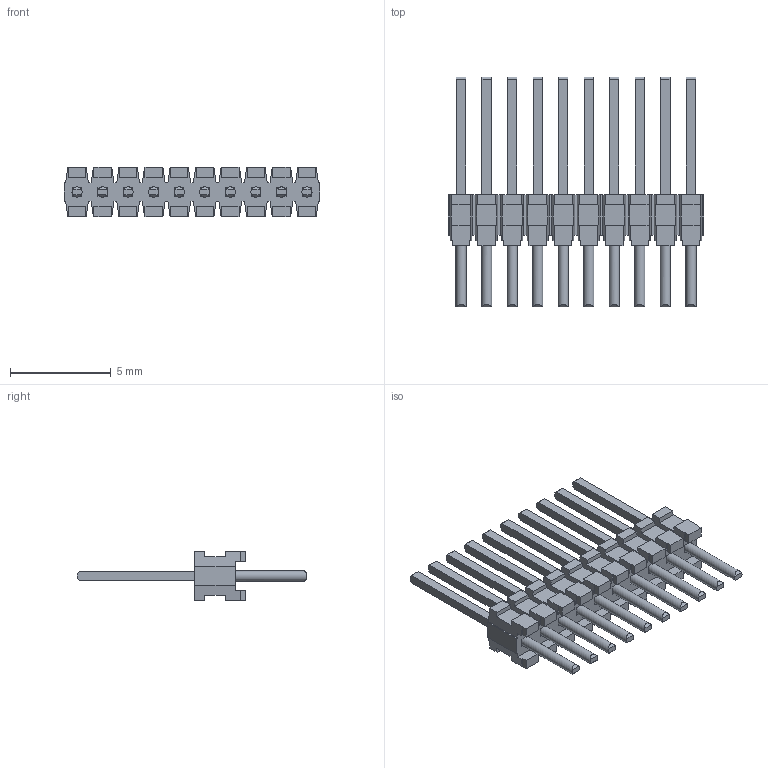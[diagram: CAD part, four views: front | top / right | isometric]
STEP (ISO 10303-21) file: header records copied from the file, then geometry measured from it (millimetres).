
FILE_DESCRIPTION( ( 'STEP AP214' ), '1' );
FILE_NAME( 'TMS-110-01-G-S.stp', '2022-06-10T00:53:31', ( 'License CC BY-ND 4.0' ), ( 'CADENAS' ), ' ', 'PARTsolutions', ' ' );
FILE_SCHEMA( ( 'AUTOMOTIVE_DESIGN { 1 0 10303 214 1 1 1 1 }' ) );
Length unit declared in the file: inch
Products named in the file (3): TMS-110-01-G-S; _TMS-110-S_header; _T-1M6-10-01-S
Assembly tree (2 placements, depth 2):
  TMS-110-01-G-S
    _TMS-110-S_header
    _T-1M6-10-01-S
Bounding box: 12.7 x 11.43 x 2.44 mm (x, y, z)
Volume: 78 mm3; surface area: 445.2 mm2
Topology: 2 solids, 2 shells, 441 faces, 1280 edges, 852 vertices
Faces by surface type: plane 431, cylinder 10
Full cylindrical faces by diameter (mm): 0.508 x10
Entity records: 17754 total; most frequent: CARTESIAN_POINT 2546, ORIENTED_EDGE 2520, DIRECTION 2198, EDGE_CURVE 1260, LINE 1210, VECTOR 1210, VERTEX_POINT 842, AXIS2_PLACEMENT_3D 494
